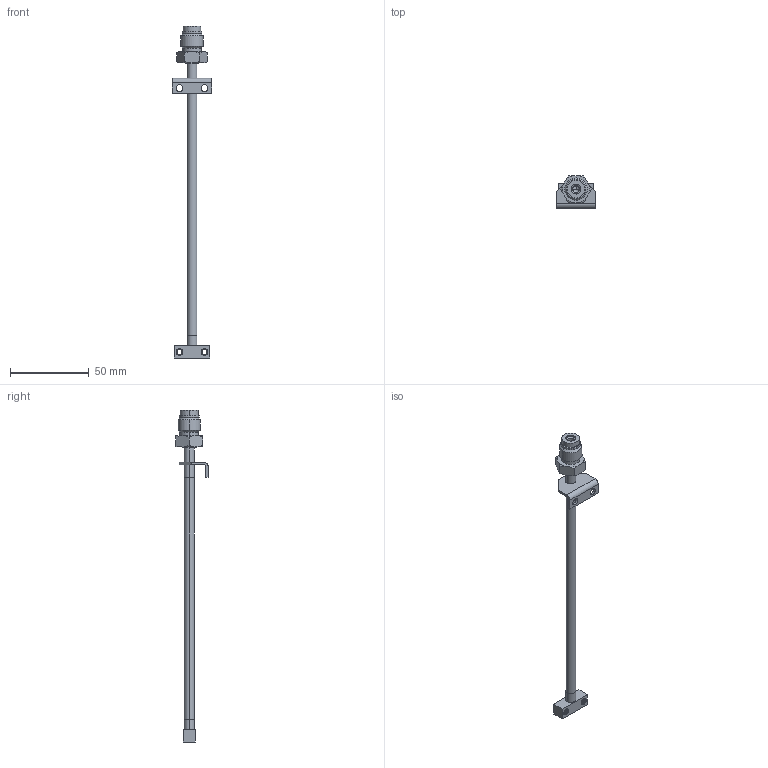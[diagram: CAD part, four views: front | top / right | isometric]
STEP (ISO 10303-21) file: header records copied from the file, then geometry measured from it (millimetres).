
FILE_DESCRIPTION (( 'STEP AP214' ), '1' );
FILE_NAME ('A0000002619.STEP', '2025-11-04T07:27:34', ( 'Microsoft' ), ( 'Microsoft' ), 'SwSTEP 2.0', 'SolidWorks 2025', '' );
FILE_SCHEMA (( 'AUTOMOTIVE_DESIGN' ));
Length unit declared in the file: millimetre
Products named in the file (6): 101000092543; 100001020941; 100001020423_Fujikin-Male Nut-4; 101000092544; A0000002619; P0000006486_153.66
Assembly tree (5 placements, depth 2):
  A0000002619
    101000092543
    P0000006486_153.66
    100001020423_Fujikin-Male Nut-4
    101000092544
    100001020941
Bounding box: 25.4 x 20.57 x 211.26 mm (x, y, z)
Volume: 8114.6 mm3; surface area: 11636 mm2
Topology: 5 solids, 5 shells, 175 faces, 437 edges, 277 vertices
Faces by surface type: cylinder 90, cone 42, plane 38, bspline 2, torus 2, sphere 1
Entity records: 7449 total; most frequent: CARTESIAN_POINT 3268, ORIENTED_EDGE 870, DIRECTION 824, EDGE_CURVE 435, AXIS2_PLACEMENT_3D 326, VERTEX_POINT 276, EDGE_LOOP 203, FACE_OUTER_BOUND 175
